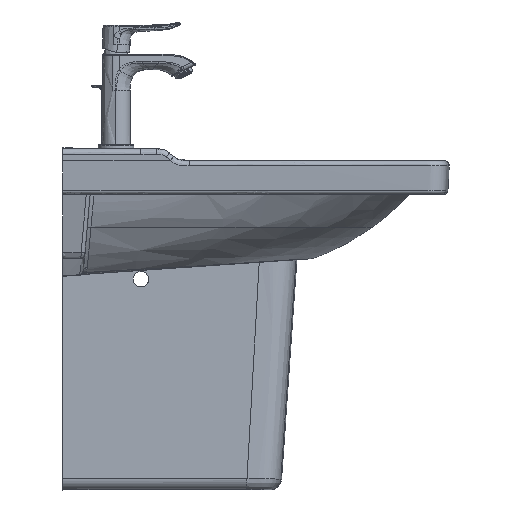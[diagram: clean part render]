
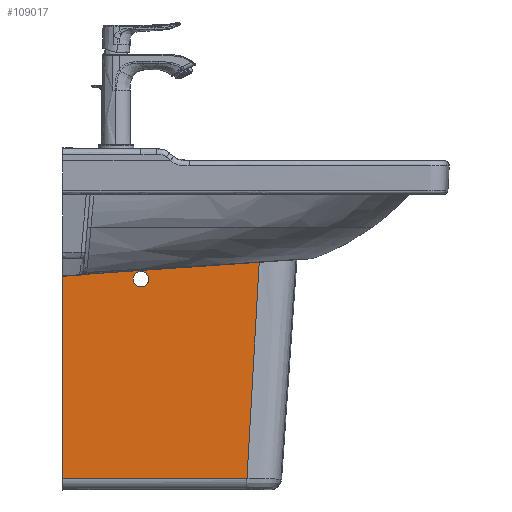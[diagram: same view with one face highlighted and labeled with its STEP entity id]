
A CAD part, front view. The second image highlights one B-rep face of the part: STEP entity #109017.
In plain terms, the highlighted planar face has unit normal (0.037, -0.999, -0.013).
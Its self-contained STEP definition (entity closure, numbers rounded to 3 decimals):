
#103584=CARTESIAN_POINT('',(235.68,-72.625,-285.196));
#103585=VERTEX_POINT('',#103584);
#103652=CARTESIAN_POINT('',(0.,-81.267,-285.196));
#103653=VERTEX_POINT('',#103652);
#103654=CARTESIAN_POINT('',(0.,-81.267,-285.196));
#103655=DIRECTION('',(0.999,0.037,0.));
#103656=VECTOR('',#103655,235.839);
#103657=LINE('',#103654,#103656);
#103658=EDGE_CURVE('',#103653,#103585,#103657,.T.);
#103752=CARTESIAN_POINT('',(251.831,-75.766,0.));
#103753=VERTEX_POINT('',#103752);
#103754=CARTESIAN_POINT('',(251.831,-75.766,0.));
#103755=DIRECTION('',(-0.057,0.011,-0.998));
#103756=VECTOR('',#103755,285.67);
#103757=LINE('',#103754,#103756);
#103758=EDGE_CURVE('',#103753,#103585,#103757,.T.);
#107549=CARTESIAN_POINT('',(0.,-85.,0.));
#107550=VERTEX_POINT('',#107549);
#107551=CARTESIAN_POINT('',(0.0,-81.267,-285.196));
#107552=DIRECTION('',(0.0,-0.013,1.));
#107553=VECTOR('',#107552,285.221);
#107554=LINE('',#107551,#107553);
#107555=EDGE_CURVE('',#103653,#107550,#107554,.T.);
#107581=CARTESIAN_POINT('',(251.831,-75.766,0.0));
#107582=DIRECTION('',(-0.999,-0.037,0.0));
#107583=VECTOR('',#107582,252.);
#107584=LINE('',#107581,#107583);
#107585=EDGE_CURVE('',#103753,#107550,#107584,.T.);
#108995=CARTESIAN_POINT('',(117.142,-78.741,-150.));
#108996=DIRECTION('',(0.037,-0.999,-0.013));
#108997=DIRECTION('',(0.0,0.013,-1.));
#108998=AXIS2_PLACEMENT_3D('',#108995,#108996,#108997);
#108999=PLANE('',#108998);
#109000=ORIENTED_EDGE('',*,*,#107555,.F.);
#109001=ORIENTED_EDGE('',*,*,#103658,.T.);
#109002=ORIENTED_EDGE('',*,*,#103758,.F.);
#109003=ORIENTED_EDGE('',*,*,#107585,.T.);
#109004=EDGE_LOOP('',(#109000,#109001,#109002,#109003));
#109005=FACE_OUTER_BOUND('',#109004,.T.);
#109006=CARTESIAN_POINT('',(90.0,-81.307,-30.0));
#109007=VERTEX_POINT('',#109006);
#109008=CARTESIAN_POINT('',(100.0,-80.94,-30.0));
#109009=DIRECTION('',(-0.037,0.999,0.013));
#109010=DIRECTION('',(-0.941,-0.039,0.336));
#109011=AXIS2_PLACEMENT_3D('',#109008,#109009,#109010);
#109012=ELLIPSE('',#109011,10.008,10.0);
#109013=EDGE_CURVE('',#109007,#109007,#109012,.T.);
#109014=ORIENTED_EDGE('',*,*,#109013,.T.);
#109015=EDGE_LOOP('',(#109014));
#109016=FACE_BOUND('',#109015,.T.);
#109017=ADVANCED_FACE('',(#109005,#109016),#108999,.T.);
